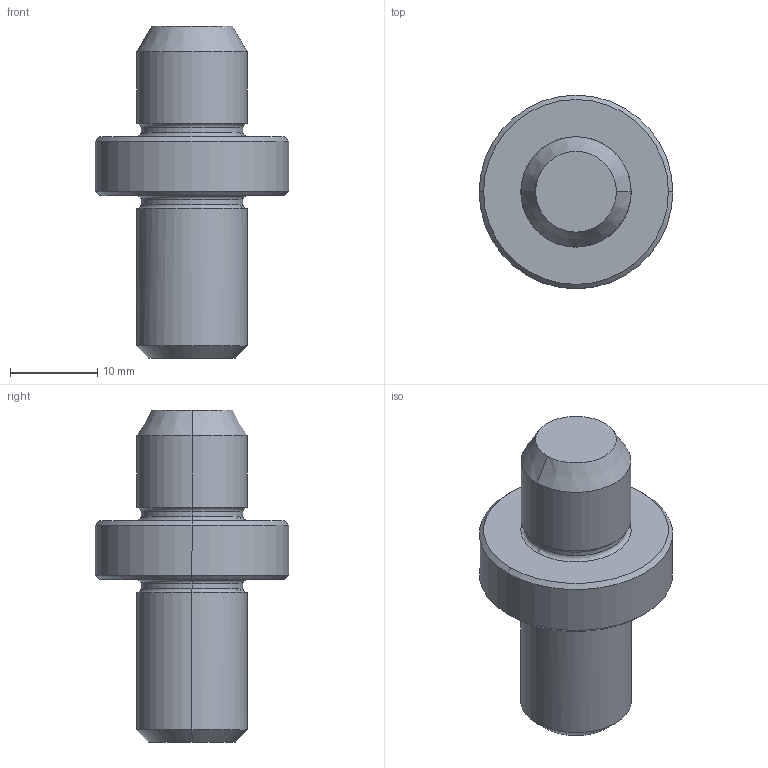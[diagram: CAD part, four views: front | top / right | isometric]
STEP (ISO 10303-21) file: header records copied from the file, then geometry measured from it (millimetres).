
FILE_DESCRIPTION(('CATIA V5 STEP Exchange'),'2;1');
FILE_NAME('PIN LOCATING ROUND 1_2 -- CARR-LANE -- CL-498-RPT.stp','2019-10-07T02:19:30+00:00',('none'),('none'),'CATIA Version 5 Release 20 GA (IN-10)','CATIA V5 STEP AP203','none');
FILE_SCHEMA(('CONFIG_CONTROL_DESIGN'));
Length unit declared in the file: millimetre
Products named in the file (1): PIN LOCATING ROUND 1/2 -- CARR-LANE -- CL-498-RPT
Bounding box: 22.23 x 22.23 x 38.1 mm (x, y, z)
Volume: 6384.9 mm3; surface area: 2396.1 mm2
Topology: 1 solids, 1 shells, 30 faces, 58 edges, 32 vertices
Faces by surface type: cylinder 10, cone 8, torus 8, plane 4
Entity records: 878 total; most frequent: CARTESIAN_POINT 247, ORIENTED_EDGE 116, DIRECTION 112, AXIS2_PLACEMENT_3D 65, EDGE_CURVE 58, CIRCLE 34, EDGE_LOOP 32, VERTEX_POINT 32
